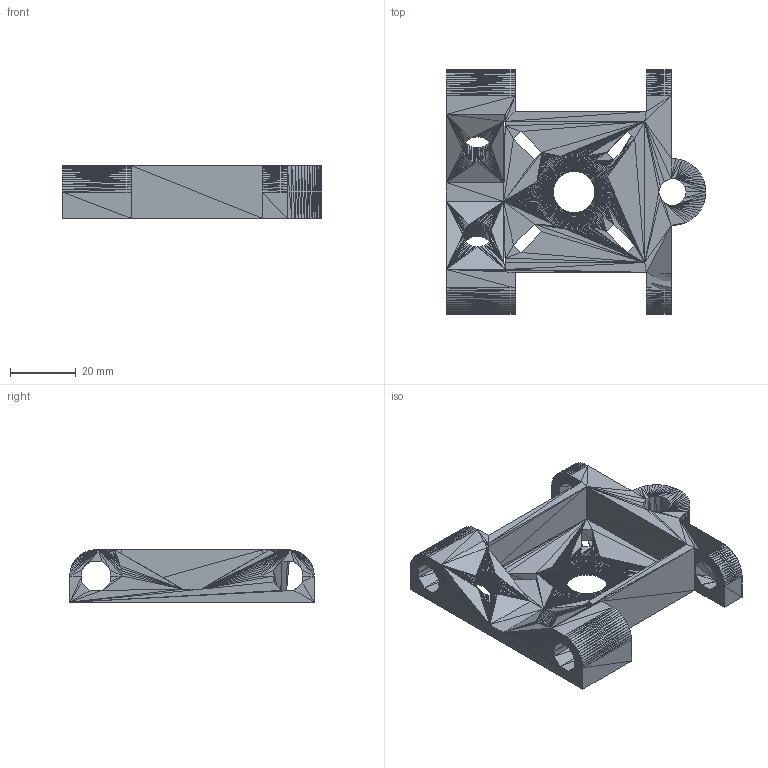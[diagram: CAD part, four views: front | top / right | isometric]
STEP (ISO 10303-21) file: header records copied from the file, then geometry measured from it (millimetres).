
FILE_DESCRIPTION(/* description */ (''),/* implementation_level */ '2;1');
FILE_NAME(/* name */ 'integrated-z-mount-frame-vertex-rod-pushfit-M8-608.stl',/* time_stamp */ '2/19/2012 1:24:00 PM',/* author */ (''),/* organization */ (''),/* preprocessor_version */ 'STL2STEP V1.x',/* originating_system */ '',/* authorisation */ '');
FILE_SCHEMA (('AUTOMOTIVE_DESIGN { 1 0 10303 214 1 1 1 1 }'));
Length unit declared in the file: millimetre
Bounding box: 79.15 x 74.5 x 16 mm (x, y, z)
Surface area: 18227.4 mm2 (no closed solid volume)
Topology: 0 solids, 2788 shells, 2788 faces, 8362 edges, 1368 vertices
Faces by surface type: plane 2788
Entity records: 61921 total; most frequent: DIRECTION 8867, VECTOR 8364, LINE 8364, EDGE_CURVE 8364, ORIENTED_EDGE 8364, CARTESIAN_POINT 4263, AXIS2_PLACEMENT_3D 2789, EDGE_LOOP 2788
